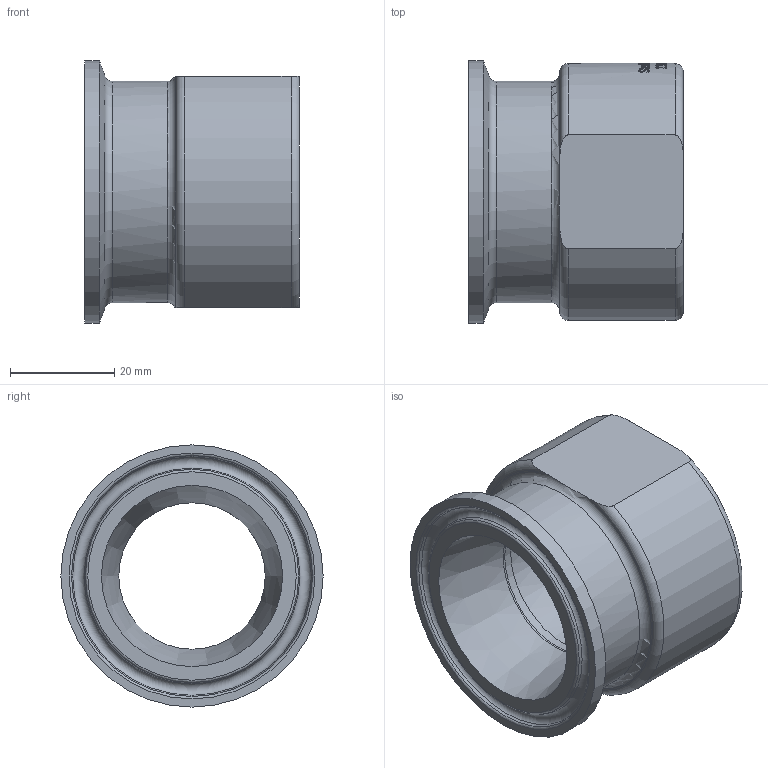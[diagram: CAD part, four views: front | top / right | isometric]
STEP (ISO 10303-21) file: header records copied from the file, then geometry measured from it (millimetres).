
FILE_DESCRIPTION(/* description */ (''),/* implementation_level */ '2;1');
FILE_NAME(/* name */ '22MP-1.5X1.ipt.stp',/* time_stamp */ '2019-08-23T16:29:27-04:00',/* author */ ('Engineering'),/* organization */ (''),/* preprocessor_version */ 'ST-DEVELOPER v15.2',/* originating_system */ 'Autodesk Inventor 2014',/* authorisation */ '');
FILE_SCHEMA (('AUTOMOTIVE_DESIGN { 1 0 10303 214 3 1 1 }'));
Length unit declared in the file: inch
Products named in the file (1): 22MP-1.5X1
Bounding box: 41.27 x 50.39 x 50.39 mm (x, y, z)
Volume: 41434.3 mm3; surface area: 12869.1 mm2
Topology: 1 solids, 1 shells, 385 faces, 1035 edges, 686 vertices
Faces by surface type: plane 167, bspline 164, cylinder 38, torus 10, cone 6
Full cylindrical faces by diameter (mm): 28.136 x1, 42.57 x1, 50.394 x1
Entity records: 15003 total; most frequent: CARTESIAN_POINT 6296, ORIENTED_EDGE 2038, DIRECTION 1340, EDGE_CURVE 1019, VERTEX_POINT 685, LINE 466, VECTOR 466, AXIS2_PLACEMENT_3D 437
